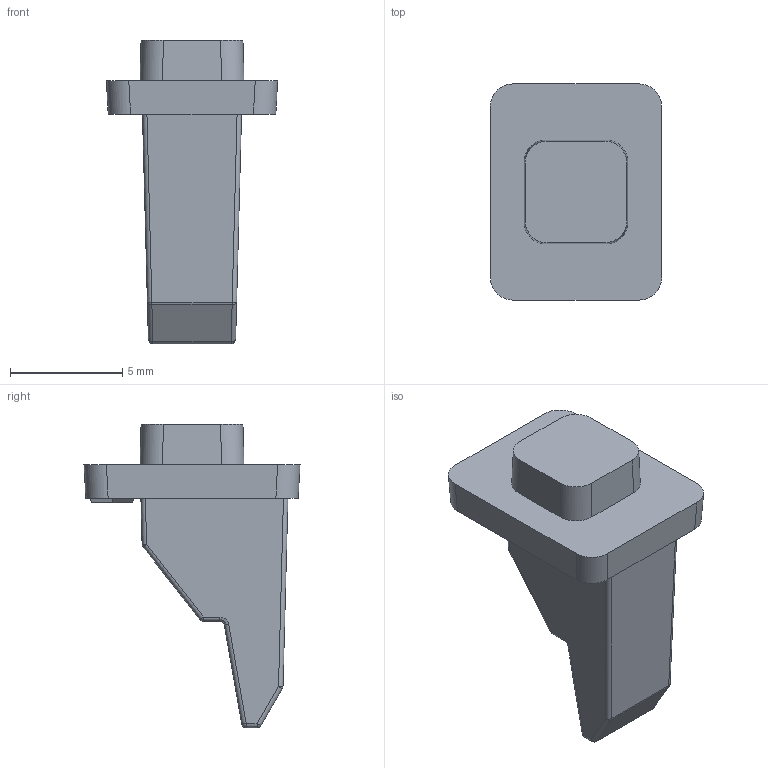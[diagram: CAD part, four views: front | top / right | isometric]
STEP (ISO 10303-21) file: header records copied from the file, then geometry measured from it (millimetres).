
FILE_DESCRIPTION((''),'2;1');
FILE_NAME('BAH0303V1_0','2017-12-18T',('bin'),(''),'CREO PARAMETRIC BY PTC INC, 2014350','CREO PARAMETRIC BY PTC INC, 2014350','');
FILE_SCHEMA(('CONFIG_CONTROL_DESIGN'));
Length unit declared in the file: millimetre
Products named in the file (1): BAH0303V1_0
Bounding box: 7.64 x 9.64 x 13.55 mm (x, y, z)
Volume: 315.9 mm3; surface area: 368.6 mm2
Topology: 1 solids, 1 shells, 86 faces, 206 edges, 126 vertices
Faces by surface type: plane 46, cylinder 28, sphere 10, bspline 2
Entity records: 2677 total; most frequent: CARTESIAN_POINT 668, ORIENTED_EDGE 412, DIRECTION 384, EDGE_CURVE 206, VECTOR 148, LINE 148, VERTEX_POINT 126, AXIS2_PLACEMENT_3D 118
